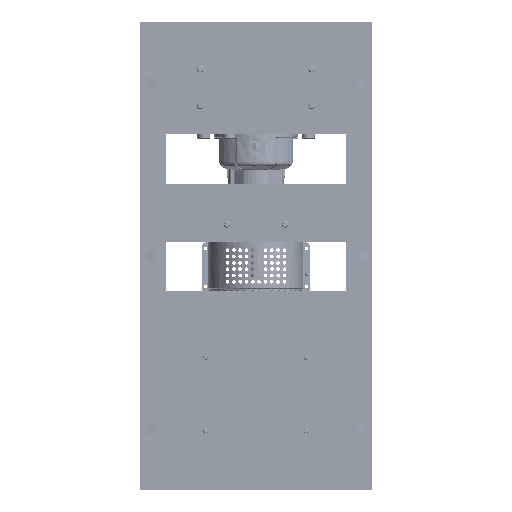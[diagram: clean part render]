
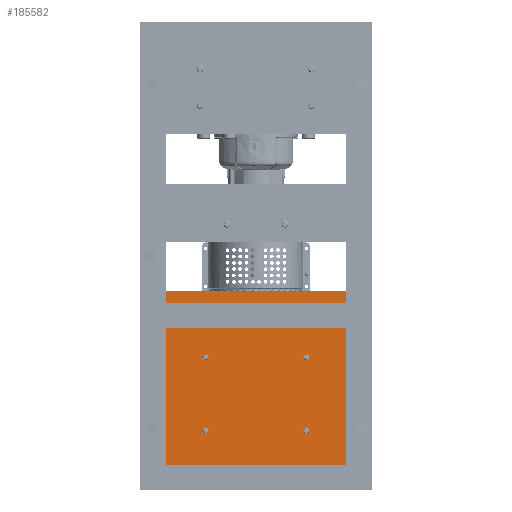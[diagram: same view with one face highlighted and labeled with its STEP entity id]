
A CAD part, front view. The second image highlights one B-rep face of the part: STEP entity #185582.
In plain terms, the highlighted planar face has unit normal (0, -1, 0).
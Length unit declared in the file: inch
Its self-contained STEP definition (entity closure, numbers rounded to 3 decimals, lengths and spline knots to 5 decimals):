
#3947 = ORIENTED_EDGE ( 'NONE', *, *, #295435, .F. ) ;
#6407 = DIRECTION ( 'NONE',  ( 0., -1., 0. ) ) ;
#20814 = DIRECTION ( 'NONE',  ( 0., -1., 0. ) ) ;
#20876 = AXIS2_PLACEMENT_3D ( 'NONE', #36753, #333864, #225975 ) ;
#21367 = CARTESIAN_POINT ( 'NONE',  ( -3.17324, 0., -3.75 ) ) ;
#24377 = CARTESIAN_POINT ( 'NONE',  ( 2.53176, 0., -3.75 ) ) ;
#31163 = DIRECTION ( 'NONE',  ( 0., 0., 1. ) ) ;
#31310 = EDGE_CURVE ( 'NONE', #69833, #95313, #282693, .T. ) ;
#36753 = CARTESIAN_POINT ( 'NONE',  ( 2.32676, 0., 3.75 ) ) ;
#36755 = EDGE_CURVE ( 'NONE', #93375, #194365, #348399, .T. ) ;
#38519 = CARTESIAN_POINT ( 'NONE',  ( -7.25, 0., -8.29 ) ) ;
#40371 = EDGE_LOOP ( 'NONE', ( #155955, #179200, #118245, #3947 ) ) ;
#54798 = DIRECTION ( 'NONE',  ( 0., 0., 1. ) ) ;
#59138 = CARTESIAN_POINT ( 'NONE',  ( -3.37824, 0., 3.75 ) ) ;
#60358 = VERTEX_POINT ( 'NONE', #314516 ) ;
#62811 = CARTESIAN_POINT ( 'NONE',  ( 7.25, 0., -8.29 ) ) ;
#68982 = VECTOR ( 'NONE', #112289, 39.37008 ) ;
#69833 = VERTEX_POINT ( 'NONE', #176267 ) ;
#70562 = CARTESIAN_POINT ( 'NONE',  ( 2.12176, 0., 3.75 ) ) ;
#79081 = DIRECTION ( 'NONE',  ( 0., 1., 0. ) ) ;
#85755 = LINE ( 'NONE', #333267, #68982 ) ;
#90154 = EDGE_CURVE ( 'NONE', #60358, #349532, #329951, .T. ) ;
#93375 = VERTEX_POINT ( 'NONE', #59138 ) ;
#93577 = VERTEX_POINT ( 'NONE', #70562 ) ;
#95313 = VERTEX_POINT ( 'NONE', #218706 ) ;
#103659 = EDGE_LOOP ( 'NONE', ( #218038, #333429 ) ) ;
#104459 = VERTEX_POINT ( 'NONE', #319755 ) ;
#107374 = EDGE_CURVE ( 'NONE', #194365, #93375, #132464, .T. ) ;
#112289 = DIRECTION ( 'NONE',  ( 1., 0., 0. ) ) ;
#115926 = ORIENTED_EDGE ( 'NONE', *, *, #264753, .F. ) ;
#118245 = ORIENTED_EDGE ( 'NONE', *, *, #171280, .F. ) ;
#129284 = DIRECTION ( 'NONE',  ( 0., -1., 0. ) ) ;
#130651 = ORIENTED_EDGE ( 'NONE', *, *, #251794, .F. ) ;
#132464 = CIRCLE ( 'NONE', #284907, 0.205 ) ;
#135605 = FACE_BOUND ( 'NONE', #331528, .T. ) ;
#144675 = DIRECTION ( 'NONE',  ( 0., 0., -1. ) ) ;
#145646 = DIRECTION ( 'NONE',  ( -1., 0., 0. ) ) ;
#146847 = AXIS2_PLACEMENT_3D ( 'NONE', #263062, #20814, #319636 ) ;
#149922 = LINE ( 'NONE', #279019, #244176 ) ;
#153794 = CARTESIAN_POINT ( 'NONE',  ( 7.25, 0., 8.29 ) ) ;
#155955 = ORIENTED_EDGE ( 'NONE', *, *, #234838, .F. ) ;
#158961 = AXIS2_PLACEMENT_3D ( 'NONE', #21367, #129284, #54798 ) ;
#159383 = ORIENTED_EDGE ( 'NONE', *, *, #285592, .F. ) ;
#168868 = CARTESIAN_POINT ( 'NONE',  ( -7.25, 0., -8.29 ) ) ;
#170791 = VERTEX_POINT ( 'NONE', #62811 ) ;
#171280 = EDGE_CURVE ( 'NONE', #301192, #249776, #309102, .T. ) ;
#172786 = ORIENTED_EDGE ( 'NONE', *, *, #90154, .F. ) ;
#176267 = CARTESIAN_POINT ( 'NONE',  ( -3.37824, 0., -3.75 ) ) ;
#177520 = AXIS2_PLACEMENT_3D ( 'NONE', #199479, #328596, #224216 ) ;
#178821 = DIRECTION ( 'NONE',  ( 0., 0., 1. ) ) ;
#179200 = ORIENTED_EDGE ( 'NONE', *, *, #193518, .F. ) ;
#181193 = CIRCLE ( 'NONE', #215748, 0.205 ) ;
#185582 = ADVANCED_FACE ( 'NONE', ( #296496, #349536, #241702, #135605, #326529 ), #275177, .F. ) ;
#193518 = EDGE_CURVE ( 'NONE', #249776, #345639, #85755, .T. ) ;
#194365 = VERTEX_POINT ( 'NONE', #333940 ) ;
#198701 = CARTESIAN_POINT ( 'NONE',  ( -7.25, 0., -8.29 ) ) ;
#199479 = CARTESIAN_POINT ( 'NONE',  ( 2.32676, 0., -3.75 ) ) ;
#200966 = CARTESIAN_POINT ( 'NONE',  ( 2.32676, 0., -3.75 ) ) ;
#205371 = CARTESIAN_POINT ( 'NONE',  ( -3.17324, 0., 3.75 ) ) ;
#213928 = CARTESIAN_POINT ( 'NONE',  ( -3.17324, 0., -3.75 ) ) ;
#215481 = CIRCLE ( 'NONE', #158961, 0.205 ) ;
#215748 = AXIS2_PLACEMENT_3D ( 'NONE', #200966, #6407, #307032 ) ;
#218038 = ORIENTED_EDGE ( 'NONE', *, *, #36755, .F. ) ;
#218706 = CARTESIAN_POINT ( 'NONE',  ( -2.96824, 0., -3.75 ) ) ;
#224216 = DIRECTION ( 'NONE',  ( 0., 0., 1. ) ) ;
#225186 = LINE ( 'NONE', #198701, #239429 ) ;
#225975 = DIRECTION ( 'NONE',  ( 0., 0., 1. ) ) ;
#232837 = CARTESIAN_POINT ( 'NONE',  ( -7.25, 0., 8.29 ) ) ;
#234838 = EDGE_CURVE ( 'NONE', #345639, #170791, #149922, .T. ) ;
#239429 = VECTOR ( 'NONE', #145646, 39.37008 ) ;
#241702 = FACE_BOUND ( 'NONE', #103659, .T. ) ;
#244176 = VECTOR ( 'NONE', #144675, 39.37008 ) ;
#246757 = CIRCLE ( 'NONE', #20876, 0.205 ) ;
#246887 = AXIS2_PLACEMENT_3D ( 'NONE', #205371, #313213, #178821 ) ;
#249776 = VERTEX_POINT ( 'NONE', #232837 ) ;
#250719 = DIRECTION ( 'NONE',  ( 0., 0., 1. ) ) ;
#251794 = EDGE_CURVE ( 'NONE', #93577, #104459, #246757, .T. ) ;
#256454 = ORIENTED_EDGE ( 'NONE', *, *, #287635, .F. ) ;
#263062 = CARTESIAN_POINT ( 'NONE',  ( 2.32676, 0., 3.75 ) ) ;
#264753 = EDGE_CURVE ( 'NONE', #104459, #93577, #299227, .T. ) ;
#265197 = DIRECTION ( 'NONE',  ( 0., 0., 1. ) ) ;
#271479 = AXIS2_PLACEMENT_3D ( 'NONE', #213928, #348277, #265197 ) ;
#275177 = PLANE ( 'NONE',  #277255 ) ;
#277255 = AXIS2_PLACEMENT_3D ( 'NONE', #298235, #79081, #31163 ) ;
#279019 = CARTESIAN_POINT ( 'NONE',  ( 7.25, 0., -8.29 ) ) ;
#280682 = DIRECTION ( 'NONE',  ( 0., 0., 1. ) ) ;
#282693 = CIRCLE ( 'NONE', #271479, 0.205 ) ;
#284907 = AXIS2_PLACEMENT_3D ( 'NONE', #307222, #285922, #280682 ) ;
#285592 = EDGE_CURVE ( 'NONE', #349532, #60358, #181193, .T. ) ;
#285922 = DIRECTION ( 'NONE',  ( 0., -1., 0. ) ) ;
#287635 = EDGE_CURVE ( 'NONE', #95313, #69833, #215481, .T. ) ;
#288707 = VECTOR ( 'NONE', #250719, 39.37008 ) ;
#295435 = EDGE_CURVE ( 'NONE', #170791, #301192, #225186, .T. ) ;
#296496 = FACE_BOUND ( 'NONE', #321549, .T. ) ;
#298235 = CARTESIAN_POINT ( 'NONE',  ( 0., 0., 0. ) ) ;
#299227 = CIRCLE ( 'NONE', #146847, 0.205 ) ;
#301192 = VERTEX_POINT ( 'NONE', #168868 ) ;
#305589 = EDGE_LOOP ( 'NONE', ( #347533, #256454 ) ) ;
#307032 = DIRECTION ( 'NONE',  ( 0., 0., 1. ) ) ;
#307222 = CARTESIAN_POINT ( 'NONE',  ( -3.17324, 0., 3.75 ) ) ;
#309102 = LINE ( 'NONE', #38519, #288707 ) ;
#313213 = DIRECTION ( 'NONE',  ( 0., -1., 0. ) ) ;
#314516 = CARTESIAN_POINT ( 'NONE',  ( 2.12176, 0., -3.75 ) ) ;
#319636 = DIRECTION ( 'NONE',  ( 0., 0., 1. ) ) ;
#319755 = CARTESIAN_POINT ( 'NONE',  ( 2.53176, 0., 3.75 ) ) ;
#321549 = EDGE_LOOP ( 'NONE', ( #172786, #159383 ) ) ;
#326529 = FACE_OUTER_BOUND ( 'NONE', #40371, .T. ) ;
#328596 = DIRECTION ( 'NONE',  ( 0., -1., 0. ) ) ;
#329951 = CIRCLE ( 'NONE', #177520, 0.205 ) ;
#331528 = EDGE_LOOP ( 'NONE', ( #130651, #115926 ) ) ;
#333267 = CARTESIAN_POINT ( 'NONE',  ( -7.25, 0., 8.29 ) ) ;
#333429 = ORIENTED_EDGE ( 'NONE', *, *, #107374, .F. ) ;
#333864 = DIRECTION ( 'NONE',  ( 0., -1., 0. ) ) ;
#333940 = CARTESIAN_POINT ( 'NONE',  ( -2.96824, 0., 3.75 ) ) ;
#345639 = VERTEX_POINT ( 'NONE', #153794 ) ;
#347533 = ORIENTED_EDGE ( 'NONE', *, *, #31310, .F. ) ;
#348277 = DIRECTION ( 'NONE',  ( 0., -1., 0. ) ) ;
#348399 = CIRCLE ( 'NONE', #246887, 0.205 ) ;
#349532 = VERTEX_POINT ( 'NONE', #24377 ) ;
#349536 = FACE_BOUND ( 'NONE', #305589, .T. ) ;
